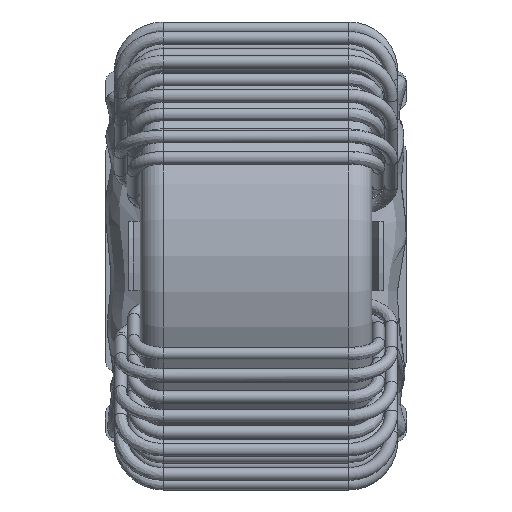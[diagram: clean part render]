
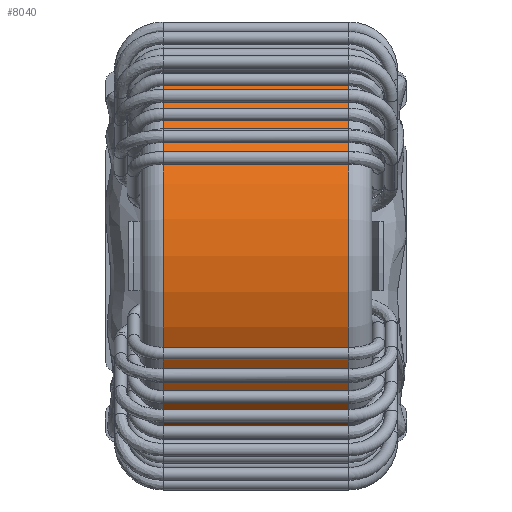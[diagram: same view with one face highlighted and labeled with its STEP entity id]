
A CAD part, top view. The second image highlights one B-rep face of the part: STEP entity #8040.
In plain terms, the highlighted cylindrical face has radius 9 mm (diameter 18 mm), a full revolution.
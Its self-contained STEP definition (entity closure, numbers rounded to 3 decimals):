
#788=CYLINDRICAL_SURFACE('',#13054,9.);
#1721=ORIENTED_EDGE('',*,*,#3413,.F.);
#1722=ORIENTED_EDGE('',*,*,#3410,.T.);
#3410=EDGE_CURVE('',#4374,#4374,#5152,.T.);
#3413=EDGE_CURVE('',#4377,#4377,#5155,.T.);
#4374=VERTEX_POINT('',#27942);
#4377=VERTEX_POINT('',#27949);
#5152=CIRCLE('',#13041,9.);
#5155=CIRCLE('',#13045,9.);
#5944=EDGE_LOOP('',(#1721));
#5945=EDGE_LOOP('',(#1722));
#7057=FACE_BOUND('',#5944,.T.);
#7058=FACE_BOUND('',#5945,.T.);
#8040=ADVANCED_FACE('',(#7057,#7058),#788,.T.);
#13041=AXIS2_PLACEMENT_3D('',#27941,#14528,#14529);
#13045=AXIS2_PLACEMENT_3D('',#27948,#14536,#14537);
#13054=AXIS2_PLACEMENT_3D('',#27962,#14554,#14555);
#14528=DIRECTION('',(0.,1.,0.));
#14529=DIRECTION('',(0.,0.,1.));
#14536=DIRECTION('',(0.,1.,0.));
#14537=DIRECTION('',(0.,0.,1.));
#14554=DIRECTION('',(0.,1.,0.));
#14555=DIRECTION('',(0.,0.,1.));
#27941=CARTESIAN_POINT('',(0.,-4.,9.1));
#27942=CARTESIAN_POINT('',(0.,-4.,18.1));
#27948=CARTESIAN_POINT('',(0.,4.,9.1));
#27949=CARTESIAN_POINT('',(0.,4.,18.1));
#27962=CARTESIAN_POINT('',(0.,-5.,9.1));
